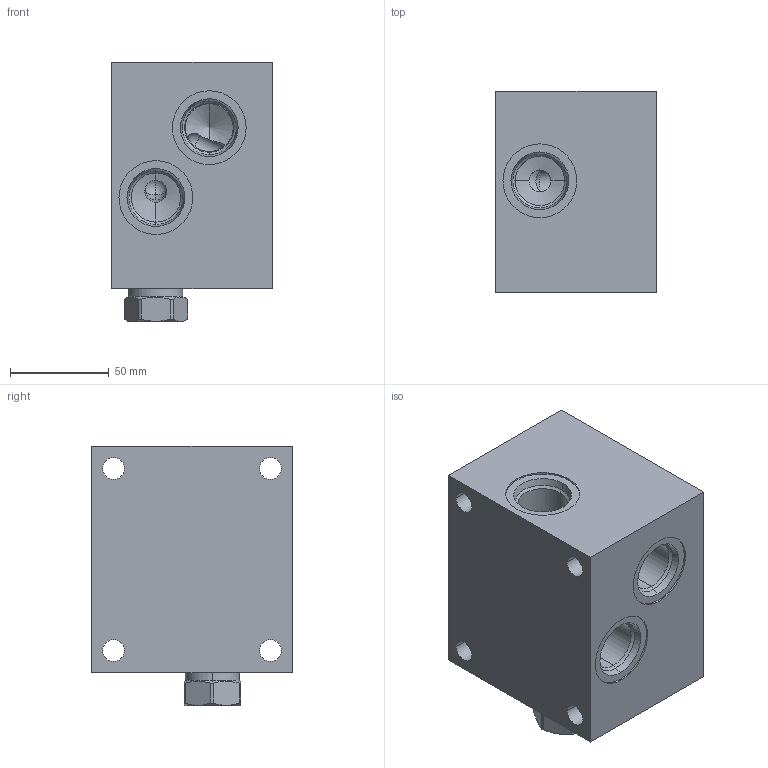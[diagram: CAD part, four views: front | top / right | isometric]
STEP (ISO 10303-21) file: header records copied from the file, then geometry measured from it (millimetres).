
FILE_DESCRIPTION((''),'2;1');
FILE_NAME('WAX_ASM','2023-08-10T',('ProEService'),(''),'PRO/ENGINEER BY PARAMETRIC TECHNOLOGY CORPORATION, 2014200','PRO/ENGINEER BY PARAMETRIC TECHNOLOGY CORPORATION, 2014200','');
FILE_SCHEMA(('CONFIG_CONTROL_DESIGN'));
Length unit declared in the file: inch
Products named in the file (4): 152-887-005; 340-003; CXFAXCN; WAX_ASM
Assembly tree (3 placements, depth 2):
  WAX_ASM
    152-887-005
    340-003
    CXFAXCN
Bounding box: 80.98 x 101.6 x 130.96 mm (x, y, z)
Volume: 813471.8 mm3; surface area: 101941.2 mm2
Topology: 5 solids, 5 shells, 293 faces, 910 edges, 754 vertices
Faces by surface type: cylinder 115, cone 96, plane 47, torus 24, revolution 8, sphere 3
Entity records: 11821 total; most frequent: CARTESIAN_POINT 3787, DIRECTION 1743, ORIENTED_EDGE 1376, EDGE_CURVE 688, AXIS2_PLACEMENT_3D 640, VECTOR 455, LINE 455, VERTEX_POINT 421
